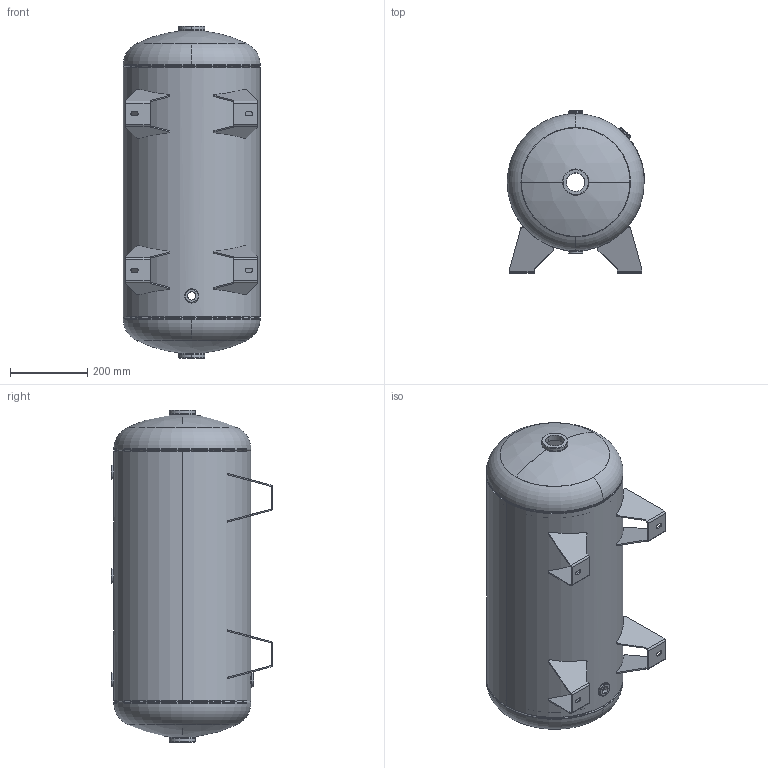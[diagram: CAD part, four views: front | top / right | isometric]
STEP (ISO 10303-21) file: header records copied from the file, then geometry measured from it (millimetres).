
FILE_DESCRIPTION (( 'STEP AP214' ), '1' );
FILE_NAME ('302466.STEP', '2024-03-20T16:12:26', ( '' ), ( '' ), 'SwSTEP 2.0', 'SolidWorks 2022', '' );
FILE_SCHEMA (( 'AUTOMOTIVE_DESIGN' ));
Length unit declared in the file: inch
Products named in the file (9): NP-HOR_14; 302466; PHOENIX FLAT FLANGE_0250P391; PHOENIX FLAT FLANGE_0500P393; 302466-SL; HEAD_14X094JOG; A55819; PHOENIX FLAT FLANGE_1500O-RING
Assembly tree (15 placements, depth 2):
  302466
    302466-SL
    HEAD_14X094JOG
    HEAD_14X094JOG
    PHOENIX FLAT FLANGE_1500O-RING  x2
    PHOENIX FLAT FLANGE_0500P393  x4
    PHOENIX FLAT FLANGE_0250P391
    A55819  x4
    NP-HOR_14
Bounding box: 357.12 x 419.89 x 862.03 mm (x, y, z)
Volume: 3036963.7 mm3; surface area: 2303339.5 mm2
Topology: 15 solids, 15 shells, 400 faces, 890 edges, 532 vertices
Faces by surface type: cylinder 136, plane 126, torus 108, bspline 22, sphere 8
Full cylindrical faces by diameter (mm): 350.215 x1, 355.6 x1
Entity records: 11912 total; most frequent: CARTESIAN_POINT 7020, DIRECTION 1010, ORIENTED_EDGE 880, AXIS2_PLACEMENT_3D 448, EDGE_CURVE 440, VERTEX_POINT 264, CIRCLE 256, EDGE_LOOP 230
